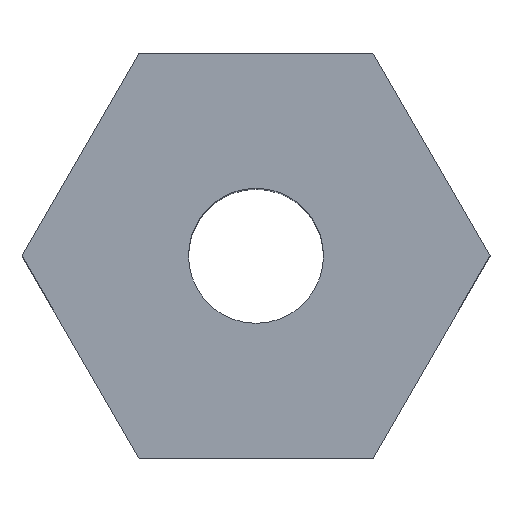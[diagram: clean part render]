
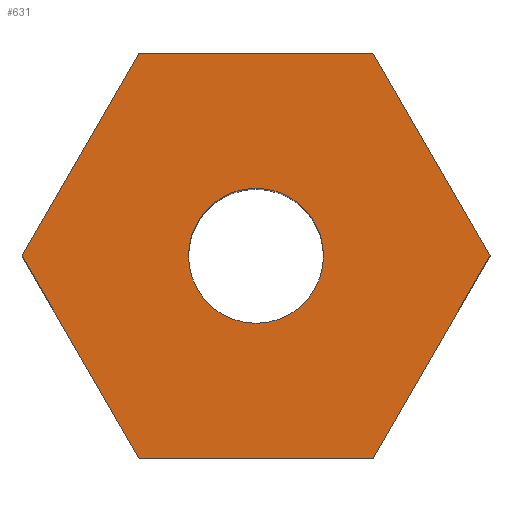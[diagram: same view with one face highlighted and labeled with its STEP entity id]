
A CAD part, top view. The second image highlights one B-rep face of the part: STEP entity #631.
In plain terms, the highlighted planar face has unit normal (0, 0, 1).
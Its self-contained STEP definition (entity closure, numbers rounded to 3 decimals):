
#11 = EDGE_CURVE ( 'NONE', #473, #518, #144, .T. ) ;
#14 = VECTOR ( 'NONE', #89, 1000. ) ;
#19 = VERTEX_POINT ( 'NONE', #440 ) ;
#22 = DIRECTION ( 'NONE',  ( 0.5, 0.866, 0. ) ) ;
#24 = VERTEX_POINT ( 'NONE', #633 ) ;
#26 = CARTESIAN_POINT ( 'NONE',  ( 0., 0., 6. ) ) ;
#32 = AXIS2_PLACEMENT_3D ( 'NONE', #165, #410, #68 ) ;
#36 = LINE ( 'NONE', #431, #321 ) ;
#65 = CARTESIAN_POINT ( 'NONE',  ( 6.928, 0., 6. ) ) ;
#68 = DIRECTION ( 'NONE',  ( -1., 0., 0. ) ) ;
#69 = ORIENTED_EDGE ( 'NONE', *, *, #550, .T. ) ;
#73 = ORIENTED_EDGE ( 'NONE', *, *, #343, .T. ) ;
#85 = CARTESIAN_POINT ( 'NONE',  ( 3.464, 6., 6. ) ) ;
#86 = ORIENTED_EDGE ( 'NONE', *, *, #316, .T. ) ;
#89 = DIRECTION ( 'NONE',  ( -1., 0., 0. ) ) ;
#93 = CARTESIAN_POINT ( 'NONE',  ( 3.464, 6., 6. ) ) ;
#117 = LINE ( 'NONE', #124, #577 ) ;
#122 = CARTESIAN_POINT ( 'NONE',  ( 6.928, 0., 6. ) ) ;
#124 = CARTESIAN_POINT ( 'NONE',  ( -6.928, 0., 6. ) ) ;
#136 = VECTOR ( 'NONE', #467, 1000. ) ;
#143 = CARTESIAN_POINT ( 'NONE',  ( -3.464, 6., 6. ) ) ;
#144 = LINE ( 'NONE', #93, #14 ) ;
#152 = VECTOR ( 'NONE', #330, 1000. ) ;
#165 = CARTESIAN_POINT ( 'NONE',  ( 0., 0., 6. ) ) ;
#172 = VERTEX_POINT ( 'NONE', #458 ) ;
#185 = FACE_OUTER_BOUND ( 'NONE', #423, .T. ) ;
#190 = ORIENTED_EDGE ( 'NONE', *, *, #196, .T. ) ;
#191 = LINE ( 'NONE', #143, #152 ) ;
#196 = EDGE_CURVE ( 'NONE', #172, #331, #361, .T. ) ;
#215 = AXIS2_PLACEMENT_3D ( 'NONE', #26, #274, #407 ) ;
#217 = ORIENTED_EDGE ( 'NONE', *, *, #11, .T. ) ;
#246 = EDGE_CURVE ( 'NONE', #535, #19, #117, .T. ) ;
#262 = CARTESIAN_POINT ( 'NONE',  ( 3.464, -6., 6. ) ) ;
#266 = DIRECTION ( 'NONE',  ( 0., 0., 1. ) ) ;
#274 = DIRECTION ( 'NONE',  ( 0., 0., -1. ) ) ;
#278 = DIRECTION ( 'NONE',  ( 1., 0., 0. ) ) ;
#279 = AXIS2_PLACEMENT_3D ( 'NONE', #613, #266, #617 ) ;
#316 = EDGE_CURVE ( 'NONE', #319, #24, #498, .T. ) ;
#319 = VERTEX_POINT ( 'NONE', #406 ) ;
#321 = VECTOR ( 'NONE', #278, 1000. ) ;
#330 = DIRECTION ( 'NONE',  ( -0.5, -0.866, 0. ) ) ;
#331 = VERTEX_POINT ( 'NONE', #65 ) ;
#343 = EDGE_CURVE ( 'NONE', #24, #319, #437, .T. ) ;
#361 = LINE ( 'NONE', #262, #378 ) ;
#368 = ORIENTED_EDGE ( 'NONE', *, *, #384, .T. ) ;
#378 = VECTOR ( 'NONE', #22, 1000. ) ;
#384 = EDGE_CURVE ( 'NONE', #19, #172, #36, .T. ) ;
#406 = CARTESIAN_POINT ( 'NONE',  ( 2., 0., 6. ) ) ;
#407 = DIRECTION ( 'NONE',  ( -1., 0., 0. ) ) ;
#410 = DIRECTION ( 'NONE',  ( 0., 0., -1. ) ) ;
#423 = EDGE_LOOP ( 'NONE', ( #603, #637, #368, #190, #69, #217 ) ) ;
#431 = CARTESIAN_POINT ( 'NONE',  ( -3.464, -6., 6. ) ) ;
#437 = CIRCLE ( 'NONE', #32, 2. ) ;
#440 = CARTESIAN_POINT ( 'NONE',  ( -3.464, -6., 6. ) ) ;
#452 = EDGE_CURVE ( 'NONE', #518, #535, #191, .T. ) ;
#453 = CARTESIAN_POINT ( 'NONE',  ( -3.464, 6., 6. ) ) ;
#458 = CARTESIAN_POINT ( 'NONE',  ( 3.464, -6., 6. ) ) ;
#467 = DIRECTION ( 'NONE',  ( -0.5, 0.866, 0. ) ) ;
#471 = PLANE ( 'NONE',  #279 ) ;
#473 = VERTEX_POINT ( 'NONE', #85 ) ;
#483 = EDGE_LOOP ( 'NONE', ( #73, #86 ) ) ;
#498 = CIRCLE ( 'NONE', #215, 2. ) ;
#500 = CARTESIAN_POINT ( 'NONE',  ( -6.928, 0., 6. ) ) ;
#514 = DIRECTION ( 'NONE',  ( 0.5, -0.866, 0. ) ) ;
#518 = VERTEX_POINT ( 'NONE', #453 ) ;
#535 = VERTEX_POINT ( 'NONE', #500 ) ;
#550 = EDGE_CURVE ( 'NONE', #331, #473, #562, .T. ) ;
#562 = LINE ( 'NONE', #122, #136 ) ;
#577 = VECTOR ( 'NONE', #514, 1000. ) ;
#603 = ORIENTED_EDGE ( 'NONE', *, *, #452, .T. ) ;
#609 = FACE_BOUND ( 'NONE', #483, .T. ) ;
#613 = CARTESIAN_POINT ( 'NONE',  ( 0., 0., 6. ) ) ;
#617 = DIRECTION ( 'NONE',  ( 1., 0., 0. ) ) ;
#631 = ADVANCED_FACE ( 'NONE', ( #609, #185 ), #471, .T. ) ;
#633 = CARTESIAN_POINT ( 'NONE',  ( -2., 0., 6. ) ) ;
#637 = ORIENTED_EDGE ( 'NONE', *, *, #246, .T. ) ;
